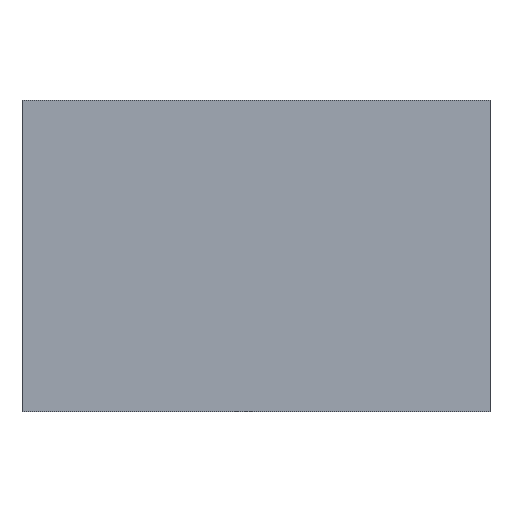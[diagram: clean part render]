
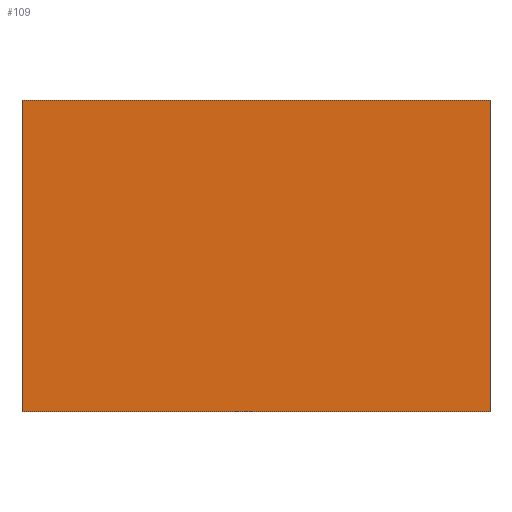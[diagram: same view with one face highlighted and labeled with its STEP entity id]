
A CAD part, front view. The second image highlights one B-rep face of the part: STEP entity #109.
In plain terms, the highlighted planar face has unit normal (0, -1, 0).
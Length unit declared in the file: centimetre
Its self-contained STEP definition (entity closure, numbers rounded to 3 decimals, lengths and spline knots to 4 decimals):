
#23=FACE_OUTER_BOUND('',#29,.T.);
#29=EDGE_LOOP('',(#94,#95,#96,#97));
#30=LINE('',#148,#42);
#34=LINE('',#156,#46);
#37=LINE('',#162,#49);
#40=LINE('',#167,#52);
#42=VECTOR('',#122,1.);
#46=VECTOR('',#128,1.);
#49=VECTOR('',#133,1.);
#52=VECTOR('',#138,1.);
#54=VERTEX_POINT('',#146);
#55=VERTEX_POINT('',#147);
#58=VERTEX_POINT('',#155);
#60=VERTEX_POINT('',#161);
#62=EDGE_CURVE('',#54,#55,#30,.T.);
#66=EDGE_CURVE('',#55,#58,#34,.T.);
#69=EDGE_CURVE('',#58,#60,#37,.T.);
#72=EDGE_CURVE('',#60,#54,#40,.T.);
#94=ORIENTED_EDGE('',*,*,#72,.T.);
#95=ORIENTED_EDGE('',*,*,#62,.T.);
#96=ORIENTED_EDGE('',*,*,#66,.T.);
#97=ORIENTED_EDGE('',*,*,#69,.T.);
#103=PLANE('',#117);
#109=ADVANCED_FACE('',(#23),#103,.F.);
#117=AXIS2_PLACEMENT_3D('',#170,#142,#143);
#122=DIRECTION('',(0.,0.,-1.));
#128=DIRECTION('',(1.,0.,0.));
#133=DIRECTION('',(0.,0.,1.));
#138=DIRECTION('',(-1.,0.,0.));
#142=DIRECTION('center_axis',(0.,1.,0.));
#143=DIRECTION('ref_axis',(1.,0.,0.));
#146=CARTESIAN_POINT('',(0.,0.,0.));
#147=CARTESIAN_POINT('',(0.,0.,-1.));
#148=CARTESIAN_POINT('',(0.,0.,0.));
#155=CARTESIAN_POINT('',(1.502,0.,-1.));
#156=CARTESIAN_POINT('',(0.,0.,-1.));
#161=CARTESIAN_POINT('',(1.502,0.,0.));
#162=CARTESIAN_POINT('',(1.502,0.,-1.));
#167=CARTESIAN_POINT('',(1.502,0.,0.));
#170=CARTESIAN_POINT('Origin',(0.751,0.,-0.5));
